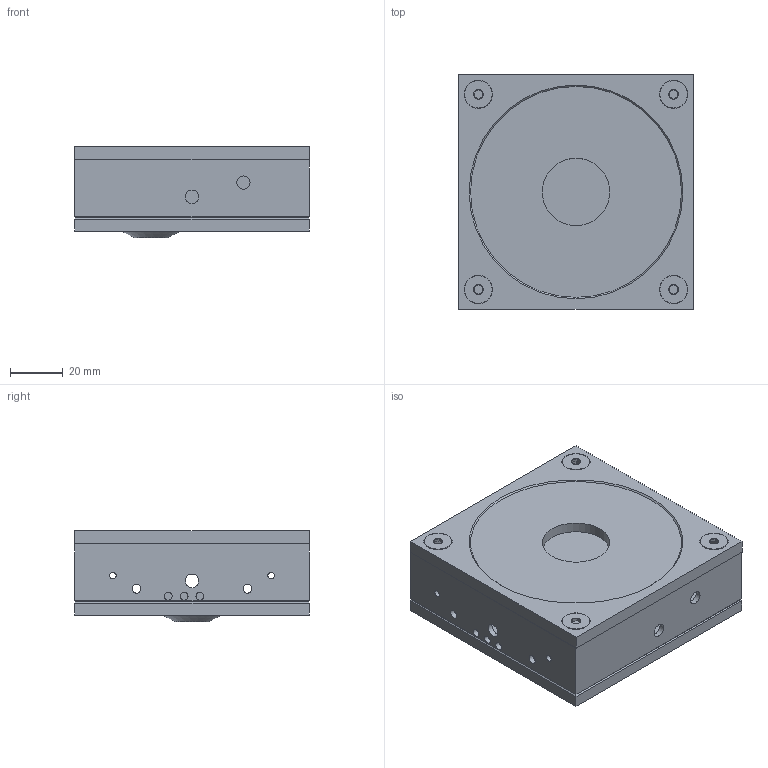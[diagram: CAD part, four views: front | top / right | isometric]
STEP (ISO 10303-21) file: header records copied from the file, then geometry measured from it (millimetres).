
FILE_DESCRIPTION (( 'STEP AP214' ), '1' );
FILE_NAME ('SK-9662A UP25N-40S-H9.STEP', '2024-05-17T14:31:40', ( '' ), ( '' ), 'SwSTEP 2.0', 'SolidWorks 2020', '' );
FILE_SCHEMA (( 'AUTOMOTIVE_DESIGN' ));
Length unit declared in the file: millimetre
Products named in the file (1): SK-9662A UP25N-40S-H9
Bounding box: 89 x 89 x 34.66 mm (x, y, z)
Volume: 53613.5 mm3; surface area: 65471.8 mm2
Topology: 13 solids, 13 shells, 178 faces, 387 edges, 241 vertices
Faces by surface type: plane 88, cone 47, cylinder 35, bspline 8
Full cylindrical faces by diameter (mm): 2.5 x4, 3 x3, 3.3 x4, 3.797 x4, 5 x2, 5.105 x3, 10.439 x4, 10.8 x1, 12.5 x1, 13 x1, 25.6 x1, 55 x1, 76.655 x1, 81 x1
Entity records: 17181 total; most frequent: CARTESIAN_POINT 11855, DIRECTION 714, ORIENTED_EDGE 612, EDGE_CURVE 306, EDGE_LOOP 292, AXIS2_PLACEMENT_3D 289, VERTEX_POINT 214, FACE_OUTER_BOUND 205
